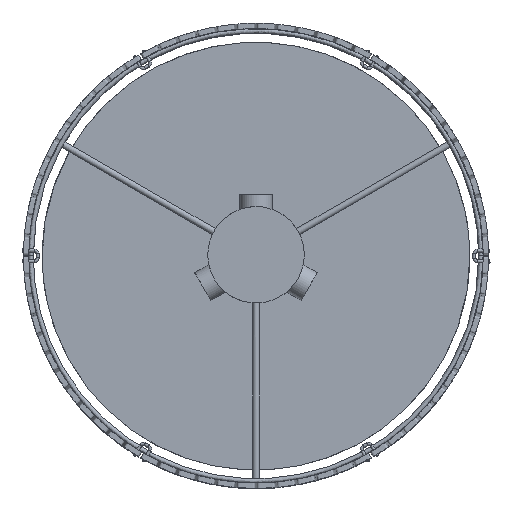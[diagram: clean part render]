
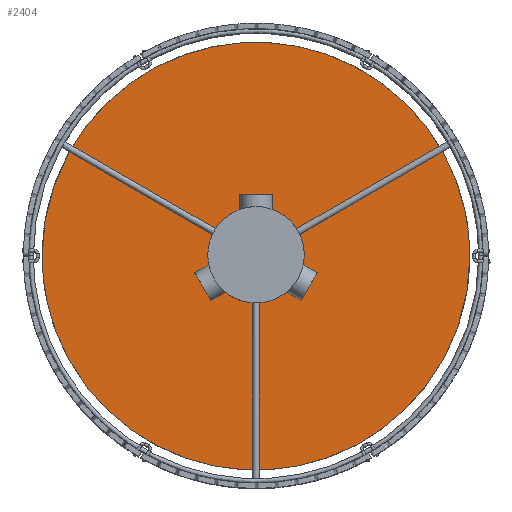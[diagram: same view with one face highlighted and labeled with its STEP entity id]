
A CAD part, top view. The second image highlights one B-rep face of the part: STEP entity #2404.
In plain terms, the highlighted planar face has unit normal (0, 0, 1).
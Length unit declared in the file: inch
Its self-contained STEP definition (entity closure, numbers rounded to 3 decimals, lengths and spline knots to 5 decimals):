
#450=FACE_BOUND('',#3744,.T.);
#451=FACE_BOUND('',#3745,.T.);
#452=FACE_BOUND('',#3746,.T.);
#2404=ADVANCED_FACE('',(#3072,#450,#451,#452),#10980,.T.);
#3072=FACE_OUTER_BOUND('',#3743,.T.);
#3743=EDGE_LOOP('',(#4650,#4651));
#3744=EDGE_LOOP('',(#4652,#4653));
#3745=EDGE_LOOP('',(#4654,#4655));
#3746=EDGE_LOOP('',(#4656,#4657));
#4650=ORIENTED_EDGE('',*,*,#7940,.F.);
#4651=ORIENTED_EDGE('',*,*,#7942,.F.);
#4652=ORIENTED_EDGE('',*,*,#7927,.T.);
#4653=ORIENTED_EDGE('',*,*,#7931,.T.);
#4654=ORIENTED_EDGE('',*,*,#7947,.T.);
#4655=ORIENTED_EDGE('',*,*,#7950,.T.);
#4656=ORIENTED_EDGE('',*,*,#7932,.T.);
#4657=ORIENTED_EDGE('',*,*,#7937,.T.);
#7927=EDGE_CURVE('',#9914,#9917,#9587,.T.);
#7931=EDGE_CURVE('',#9917,#9914,#9589,.T.);
#7932=EDGE_CURVE('',#9918,#9921,#9590,.T.);
#7937=EDGE_CURVE('',#9921,#9918,#9593,.T.);
#7940=EDGE_CURVE('',#9927,#9926,#9596,.T.);
#7942=EDGE_CURVE('',#9926,#9927,#9597,.T.);
#7947=EDGE_CURVE('',#9922,#9923,#9601,.T.);
#7950=EDGE_CURVE('',#9923,#9922,#9602,.T.);
#9587=(
BOUNDED_CURVE()
B_SPLINE_CURVE(2,(#12059,#12060,#12061,#12062,#12063),.UNSPECIFIED.,.F.,
 .F.)
B_SPLINE_CURVE_WITH_KNOTS((3,2,3),(0.,1.5708,3.14159),
 .UNSPECIFIED.)
CURVE()
GEOMETRIC_REPRESENTATION_ITEM()
RATIONAL_B_SPLINE_CURVE((1.,0.707,1.,0.707,1.))
REPRESENTATION_ITEM('')
);
#9589=(
BOUNDED_CURVE()
B_SPLINE_CURVE(2,(#12073,#12074,#12075,#12076,#12077),.UNSPECIFIED.,.F.,
 .F.)
B_SPLINE_CURVE_WITH_KNOTS((3,2,3),(1.,2.5708,4.14159),
 .UNSPECIFIED.)
CURVE()
GEOMETRIC_REPRESENTATION_ITEM()
RATIONAL_B_SPLINE_CURVE((1.,0.707,1.,0.707,1.))
REPRESENTATION_ITEM('')
);
#9590=(
BOUNDED_CURVE()
B_SPLINE_CURVE(2,(#12078,#12079,#12080,#12081,#12082),.UNSPECIFIED.,.F.,
 .F.)
B_SPLINE_CURVE_WITH_KNOTS((3,2,3),(0.,1.5708,3.14159),
 .UNSPECIFIED.)
CURVE()
GEOMETRIC_REPRESENTATION_ITEM()
RATIONAL_B_SPLINE_CURVE((1.,0.707,1.,0.707,1.))
REPRESENTATION_ITEM('')
);
#9593=(
BOUNDED_CURVE()
B_SPLINE_CURVE(2,(#12097,#12098,#12099,#12100,#12101),.UNSPECIFIED.,.F.,
 .F.)
B_SPLINE_CURVE_WITH_KNOTS((3,2,3),(1.,2.5708,4.14159),
 .UNSPECIFIED.)
CURVE()
GEOMETRIC_REPRESENTATION_ITEM()
RATIONAL_B_SPLINE_CURVE((1.,0.707,1.,0.707,1.))
REPRESENTATION_ITEM('')
);
#9596=(
BOUNDED_CURVE()
B_SPLINE_CURVE(2,(#12112,#12113,#12114,#12115,#12116),.UNSPECIFIED.,.F.,
 .F.)
B_SPLINE_CURVE_WITH_KNOTS((3,2,3),(4.14159,5.71239,7.28319),
 .UNSPECIFIED.)
CURVE()
GEOMETRIC_REPRESENTATION_ITEM()
RATIONAL_B_SPLINE_CURVE((1.,0.707,1.,0.707,1.))
REPRESENTATION_ITEM('')
);
#9597=(
BOUNDED_CURVE()
B_SPLINE_CURVE(2,(#12119,#12120,#12121,#12122,#12123),.UNSPECIFIED.,.F.,
 .F.)
B_SPLINE_CURVE_WITH_KNOTS((3,2,3),(5.14159,6.71239,8.28319),
 .UNSPECIFIED.)
CURVE()
GEOMETRIC_REPRESENTATION_ITEM()
RATIONAL_B_SPLINE_CURVE((1.,0.707,1.,0.707,1.))
REPRESENTATION_ITEM('')
);
#9601=(
BOUNDED_CURVE()
B_SPLINE_CURVE(2,(#12141,#12142,#12143,#12144,#12145),.UNSPECIFIED.,.F.,
 .F.)
B_SPLINE_CURVE_WITH_KNOTS((3,2,3),(0.,1.5708,3.14159),
 .UNSPECIFIED.)
CURVE()
GEOMETRIC_REPRESENTATION_ITEM()
RATIONAL_B_SPLINE_CURVE((1.,0.707,1.,0.707,1.))
REPRESENTATION_ITEM('')
);
#9602=(
BOUNDED_CURVE()
B_SPLINE_CURVE(2,(#12150,#12151,#12152,#12153,#12154),.UNSPECIFIED.,.F.,
 .F.)
B_SPLINE_CURVE_WITH_KNOTS((3,2,3),(1.,2.5708,4.14159),
 .UNSPECIFIED.)
CURVE()
GEOMETRIC_REPRESENTATION_ITEM()
RATIONAL_B_SPLINE_CURVE((1.,0.707,1.,0.707,1.))
REPRESENTATION_ITEM('')
);
#9914=VERTEX_POINT('',#12043);
#9917=VERTEX_POINT('',#12046);
#9918=VERTEX_POINT('',#12047);
#9921=VERTEX_POINT('',#12050);
#9922=VERTEX_POINT('',#12051);
#9923=VERTEX_POINT('',#12052);
#9926=VERTEX_POINT('',#12055);
#9927=VERTEX_POINT('',#12056);
#10980=PLANE('',#11239);
#11239=AXIS2_PLACEMENT_3D('',#11970,#11308,$);
#11308=DIRECTION('',(0.,0.,1.));
#11970=CARTESIAN_POINT('',(10.10419,10.10419,1.47654));
#12043=CARTESIAN_POINT('',(7.79968,4.44,1.47654));
#12046=CARTESIAN_POINT('',(7.58093,4.44,1.47654));
#12047=CARTESIAN_POINT('',(0.10937,-8.88,1.47654));
#12050=CARTESIAN_POINT('',(-0.10938,-8.88,1.47654));
#12051=CARTESIAN_POINT('',(-7.58093,4.44,1.47654));
#12052=CARTESIAN_POINT('',(-7.79968,4.44,1.47654));
#12055=CARTESIAN_POINT('',(-9.98438,0.,1.47654));
#12056=CARTESIAN_POINT('',(9.98437,0.,1.47654));
#12059=CARTESIAN_POINT('',(7.79968,4.44,1.47654));
#12060=CARTESIAN_POINT('',(7.79968,4.33062,1.47654));
#12061=CARTESIAN_POINT('',(7.69031,4.33062,1.47654));
#12062=CARTESIAN_POINT('',(7.58093,4.33062,1.47654));
#12063=CARTESIAN_POINT('',(7.58093,4.44,1.47654));
#12073=CARTESIAN_POINT('',(7.58093,4.44,1.47654));
#12074=CARTESIAN_POINT('',(7.58093,4.54937,1.47654));
#12075=CARTESIAN_POINT('',(7.69031,4.54937,1.47654));
#12076=CARTESIAN_POINT('',(7.79968,4.54937,1.47654));
#12077=CARTESIAN_POINT('',(7.79968,4.44,1.47654));
#12078=CARTESIAN_POINT('',(0.10937,-8.88,1.47654));
#12079=CARTESIAN_POINT('',(0.10937,-8.98937,1.47654));
#12080=CARTESIAN_POINT('',(0.,-8.98937,1.47654));
#12081=CARTESIAN_POINT('',(-0.10938,-8.98937,1.47654));
#12082=CARTESIAN_POINT('',(-0.10938,-8.88,1.47654));
#12097=CARTESIAN_POINT('',(-0.10938,-8.88,1.47654));
#12098=CARTESIAN_POINT('',(-0.10938,-8.77062,1.47654));
#12099=CARTESIAN_POINT('',(0.,-8.77062,1.47654));
#12100=CARTESIAN_POINT('',(0.10937,-8.77062,1.47654));
#12101=CARTESIAN_POINT('',(0.10937,-8.88,1.47654));
#12112=CARTESIAN_POINT('',(9.98437,0.,1.47654));
#12113=CARTESIAN_POINT('',(9.98437,-9.98438,1.47654));
#12114=CARTESIAN_POINT('',(0.,-9.98438,1.47654));
#12115=CARTESIAN_POINT('',(-9.98438,-9.98437,1.47654));
#12116=CARTESIAN_POINT('',(-9.98438,0.,1.47654));
#12119=CARTESIAN_POINT('',(-9.98438,0.,1.47654));
#12120=CARTESIAN_POINT('',(-9.98437,9.98438,1.47654));
#12121=CARTESIAN_POINT('',(0.,9.98437,1.47654));
#12122=CARTESIAN_POINT('',(9.98437,9.98437,1.47654));
#12123=CARTESIAN_POINT('',(9.98437,0.,1.47654));
#12141=CARTESIAN_POINT('',(-7.58093,4.44,1.47654));
#12142=CARTESIAN_POINT('',(-7.58093,4.33063,1.47654));
#12143=CARTESIAN_POINT('',(-7.69031,4.33063,1.47654));
#12144=CARTESIAN_POINT('',(-7.79968,4.33063,1.47654));
#12145=CARTESIAN_POINT('',(-7.79968,4.44,1.47654));
#12150=CARTESIAN_POINT('',(-7.79968,4.44,1.47654));
#12151=CARTESIAN_POINT('',(-7.79968,4.54938,1.47654));
#12152=CARTESIAN_POINT('',(-7.69031,4.54938,1.47654));
#12153=CARTESIAN_POINT('',(-7.58093,4.54938,1.47654));
#12154=CARTESIAN_POINT('',(-7.58093,4.44,1.47654));
